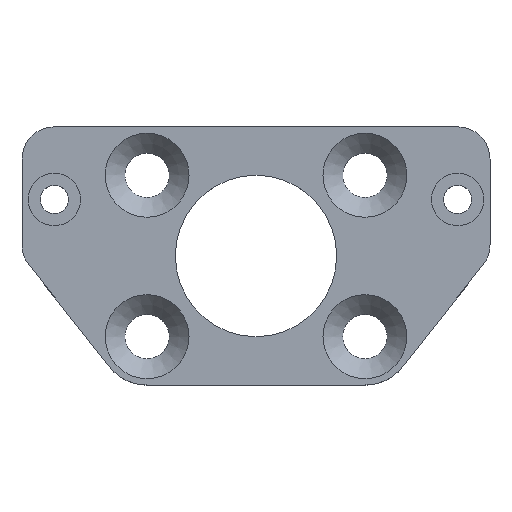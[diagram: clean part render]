
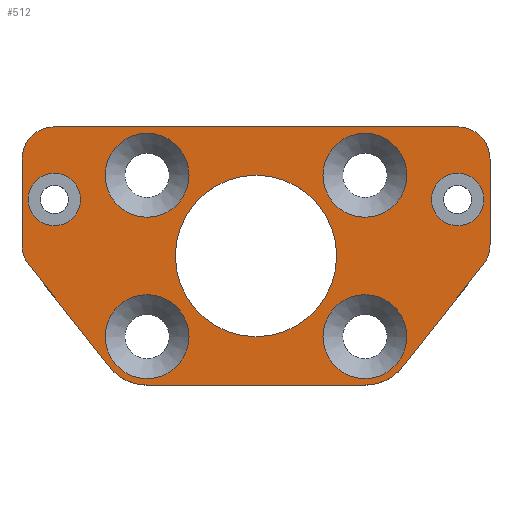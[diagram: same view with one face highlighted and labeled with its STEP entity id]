
A CAD part, top view. The second image highlights one B-rep face of the part: STEP entity #512.
In plain terms, the highlighted planar face has unit normal (0, 0, 1).
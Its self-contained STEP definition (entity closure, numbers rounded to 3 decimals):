
#43=FACE_BOUND('',#147,.T.);
#44=FACE_BOUND('',#148,.T.);
#45=FACE_BOUND('',#149,.T.);
#46=FACE_BOUND('',#150,.T.);
#47=FACE_BOUND('',#151,.T.);
#48=FACE_BOUND('',#152,.T.);
#49=FACE_BOUND('',#153,.T.);
#60=PLANE('',#581);
#91=FACE_OUTER_BOUND('',#146,.T.);
#146=EDGE_LOOP('',(#447,#448,#449,#450,#451,#452,#453,#454,#455,#456,#457,
#458));
#147=EDGE_LOOP('',(#459));
#148=EDGE_LOOP('',(#460));
#149=EDGE_LOOP('',(#461));
#150=EDGE_LOOP('',(#462));
#151=EDGE_LOOP('',(#463));
#152=EDGE_LOOP('',(#464));
#153=EDGE_LOOP('',(#465));
#158=LINE('',#757,#182);
#166=LINE('',#799,#190);
#169=LINE('',#807,#193);
#172=LINE('',#815,#196);
#175=LINE('',#823,#199);
#177=LINE('',#856,#201);
#182=VECTOR('',#596,27.);
#190=VECTOR('',#636,16.058);
#193=VECTOR('',#645,10.615);
#196=VECTOR('',#654,16.058);
#199=VECTOR('',#663,50.);
#201=VECTOR('',#707,10.615);
#203=CIRCLE('',#517,6.);
#216=CIRCLE('',#533,6.);
#217=CIRCLE('',#536,4.);
#218=CIRCLE('',#539,4.);
#219=CIRCLE('',#542,4.);
#220=CIRCLE('',#545,4.);
#223=CIRCLE('',#551,10.);
#226=CIRCLE('',#556,3.25);
#229=CIRCLE('',#562,3.25);
#230=CIRCLE('',#566,5.2);
#232=CIRCLE('',#570,5.2);
#234=CIRCLE('',#574,5.2);
#236=CIRCLE('',#578,5.2);
#240=VERTEX_POINT('',#747);
#241=VERTEX_POINT('',#749);
#243=VERTEX_POINT('',#755);
#260=VERTEX_POINT('',#793);
#261=VERTEX_POINT('',#797);
#262=VERTEX_POINT('',#801);
#263=VERTEX_POINT('',#805);
#264=VERTEX_POINT('',#809);
#265=VERTEX_POINT('',#810);
#266=VERTEX_POINT('',#817);
#267=VERTEX_POINT('',#821);
#268=VERTEX_POINT('',#825);
#271=VERTEX_POINT('',#835);
#274=VERTEX_POINT('',#843);
#277=VERTEX_POINT('',#852);
#278=VERTEX_POINT('',#858);
#280=VERTEX_POINT('',#864);
#282=VERTEX_POINT('',#870);
#284=VERTEX_POINT('',#876);
#288=EDGE_CURVE('',#240,#241,#203,.T.);
#292=EDGE_CURVE('',#240,#243,#158,.T.);
#310=EDGE_CURVE('',#260,#243,#216,.T.);
#313=EDGE_CURVE('',#260,#261,#166,.T.);
#315=EDGE_CURVE('',#262,#261,#217,.T.);
#317=EDGE_CURVE('',#262,#263,#169,.T.);
#318=EDGE_CURVE('',#264,#265,#218,.T.);
#321=EDGE_CURVE('',#264,#241,#172,.T.);
#322=EDGE_CURVE('',#266,#263,#219,.T.);
#325=EDGE_CURVE('',#266,#267,#175,.T.);
#326=EDGE_CURVE('',#268,#267,#220,.T.);
#330=EDGE_CURVE('',#271,#271,#223,.T.);
#333=EDGE_CURVE('',#274,#274,#226,.T.);
#336=EDGE_CURVE('',#277,#277,#229,.T.);
#337=EDGE_CURVE('',#268,#265,#177,.T.);
#338=EDGE_CURVE('',#278,#278,#230,.T.);
#340=EDGE_CURVE('',#280,#280,#232,.T.);
#342=EDGE_CURVE('',#282,#282,#234,.T.);
#344=EDGE_CURVE('',#284,#284,#236,.T.);
#447=ORIENTED_EDGE('',*,*,#288,.F.);
#448=ORIENTED_EDGE('',*,*,#292,.T.);
#449=ORIENTED_EDGE('',*,*,#310,.F.);
#450=ORIENTED_EDGE('',*,*,#313,.T.);
#451=ORIENTED_EDGE('',*,*,#315,.F.);
#452=ORIENTED_EDGE('',*,*,#317,.T.);
#453=ORIENTED_EDGE('',*,*,#322,.F.);
#454=ORIENTED_EDGE('',*,*,#325,.T.);
#455=ORIENTED_EDGE('',*,*,#326,.F.);
#456=ORIENTED_EDGE('',*,*,#337,.T.);
#457=ORIENTED_EDGE('',*,*,#318,.F.);
#458=ORIENTED_EDGE('',*,*,#321,.T.);
#459=ORIENTED_EDGE('',*,*,#330,.T.);
#460=ORIENTED_EDGE('',*,*,#333,.T.);
#461=ORIENTED_EDGE('',*,*,#336,.T.);
#462=ORIENTED_EDGE('',*,*,#338,.T.);
#463=ORIENTED_EDGE('',*,*,#340,.T.);
#464=ORIENTED_EDGE('',*,*,#342,.T.);
#465=ORIENTED_EDGE('',*,*,#344,.T.);
#512=ADVANCED_FACE('',(#91,#43,#44,#45,#46,#47,#48,#49),#60,.T.);
#517=AXIS2_PLACEMENT_3D('',#750,#589,#590);
#533=AXIS2_PLACEMENT_3D('',#794,#630,#631);
#536=AXIS2_PLACEMENT_3D('',#803,#640,#641);
#539=AXIS2_PLACEMENT_3D('',#811,#648,#649);
#542=AXIS2_PLACEMENT_3D('',#818,#657,#658);
#545=AXIS2_PLACEMENT_3D('',#826,#666,#667);
#551=AXIS2_PLACEMENT_3D('',#836,#679,#680);
#556=AXIS2_PLACEMENT_3D('',#844,#689,#690);
#562=AXIS2_PLACEMENT_3D('',#853,#701,#702);
#566=AXIS2_PLACEMENT_3D('',#859,#710,#711);
#570=AXIS2_PLACEMENT_3D('',#865,#718,#719);
#574=AXIS2_PLACEMENT_3D('',#871,#726,#727);
#578=AXIS2_PLACEMENT_3D('',#877,#734,#735);
#581=AXIS2_PLACEMENT_3D('',#881,#740,#741);
#589=DIRECTION('center_axis',(0.,0.,-1.));
#590=DIRECTION('ref_axis',(-0.437,-0.9,0.));
#596=DIRECTION('',(1.,0.,0.));
#630=DIRECTION('center_axis',(0.,0.,-1.));
#631=DIRECTION('ref_axis',(0.437,-0.9,0.));
#636=DIRECTION('',(0.618,0.786,0.));
#640=DIRECTION('center_axis',(0.,0.,-1.));
#641=DIRECTION('ref_axis',(0.945,-0.327,0.));
#645=DIRECTION('',(0.,1.,0.));
#648=DIRECTION('center_axis',(0.,0.,-1.));
#649=DIRECTION('ref_axis',(-0.945,-0.327,0.));
#654=DIRECTION('',(0.618,-0.786,0.));
#657=DIRECTION('center_axis',(0.,0.,-1.));
#658=DIRECTION('ref_axis',(0.707,0.707,0.));
#663=DIRECTION('',(-1.,0.,0.));
#666=DIRECTION('center_axis',(0.,0.,-1.));
#667=DIRECTION('ref_axis',(-0.707,0.707,0.));
#679=DIRECTION('center_axis',(0.,0.,-1.));
#680=DIRECTION('ref_axis',(-1.,0.,0.));
#689=DIRECTION('center_axis',(0.,0.,-1.));
#690=DIRECTION('ref_axis',(1.,0.,0.));
#701=DIRECTION('center_axis',(0.,0.,-1.));
#702=DIRECTION('ref_axis',(1.,0.,0.));
#707=DIRECTION('',(0.,-1.,0.));
#710=DIRECTION('center_axis',(0.,0.,-1.));
#711=DIRECTION('ref_axis',(1.,0.,0.));
#718=DIRECTION('center_axis',(0.,0.,-1.));
#719=DIRECTION('ref_axis',(1.,0.,0.));
#726=DIRECTION('center_axis',(0.,0.,-1.));
#727=DIRECTION('ref_axis',(1.,0.,0.));
#734=DIRECTION('center_axis',(0.,0.,-1.));
#735=DIRECTION('ref_axis',(1.,0.,0.));
#740=DIRECTION('center_axis',(0.,0.,1.));
#741=DIRECTION('ref_axis',(1.,0.,0.));
#747=CARTESIAN_POINT('',(15.5,0.,8.));
#749=CARTESIAN_POINT('',(10.784,2.29,8.));
#750=CARTESIAN_POINT('Origin',(15.5,6.,8.));
#755=CARTESIAN_POINT('',(42.5,0.,8.));
#757=CARTESIAN_POINT('',(0.,0.,8.));
#793=CARTESIAN_POINT('',(47.216,2.29,8.));
#794=CARTESIAN_POINT('Origin',(42.5,6.,8.));
#797=CARTESIAN_POINT('',(57.144,14.912,8.));
#799=CARTESIAN_POINT('',(46.165,0.954,8.));
#801=CARTESIAN_POINT('',(58.,17.385,8.));
#803=CARTESIAN_POINT('Origin',(54.,17.385,8.));
#805=CARTESIAN_POINT('',(58.,28.,8.));
#807=CARTESIAN_POINT('',(58.,0.,8.));
#809=CARTESIAN_POINT('',(0.856,14.912,8.));
#810=CARTESIAN_POINT('',(0.,17.385,8.));
#811=CARTESIAN_POINT('Origin',(4.,17.385,8.));
#815=CARTESIAN_POINT('',(5.543,8.954,8.));
#817=CARTESIAN_POINT('',(54.,32.,8.));
#818=CARTESIAN_POINT('Origin',(54.,28.,8.));
#821=CARTESIAN_POINT('',(4.,32.,8.));
#823=CARTESIAN_POINT('',(58.,32.,8.));
#825=CARTESIAN_POINT('',(0.,28.,8.));
#826=CARTESIAN_POINT('Origin',(4.,28.,8.));
#835=CARTESIAN_POINT('',(39.,16.,8.));
#836=CARTESIAN_POINT('Origin',(29.,16.,8.));
#843=CARTESIAN_POINT('',(7.25,23.,8.));
#844=CARTESIAN_POINT('Origin',(4.,23.,8.));
#852=CARTESIAN_POINT('',(57.25,23.,8.));
#853=CARTESIAN_POINT('Origin',(54.,23.,8.));
#856=CARTESIAN_POINT('',(0.,32.,8.));
#858=CARTESIAN_POINT('',(47.7,6.,8.));
#859=CARTESIAN_POINT('Origin',(42.5,6.,8.));
#864=CARTESIAN_POINT('',(20.7,26.,8.));
#865=CARTESIAN_POINT('Origin',(15.5,26.,8.));
#870=CARTESIAN_POINT('',(47.7,26.,8.));
#871=CARTESIAN_POINT('Origin',(42.5,26.,8.));
#876=CARTESIAN_POINT('',(20.7,6.,8.));
#877=CARTESIAN_POINT('Origin',(15.5,6.,8.));
#881=CARTESIAN_POINT('Origin',(29.,16.,8.));
